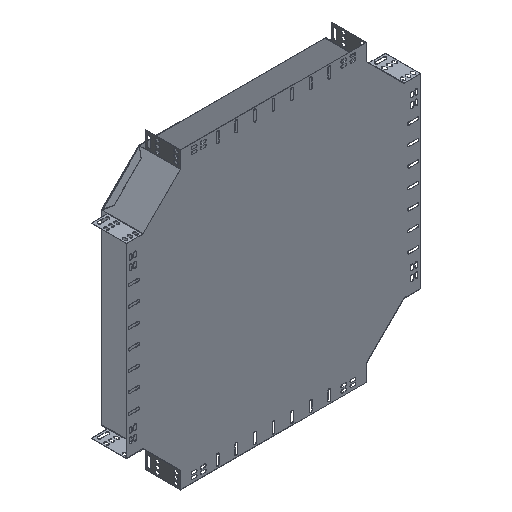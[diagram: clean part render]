
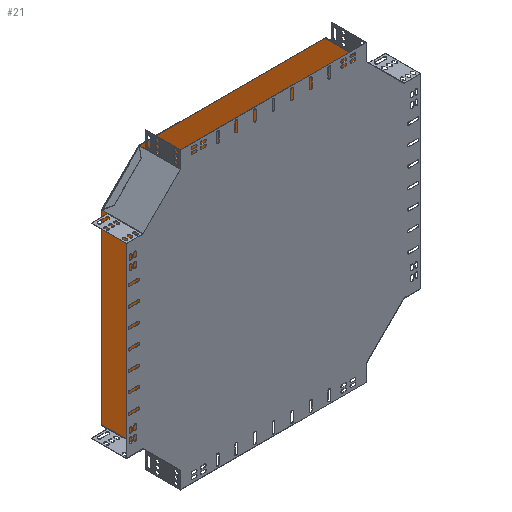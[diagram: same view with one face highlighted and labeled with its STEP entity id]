
A CAD part, isometric view. The second image highlights one B-rep face of the part: STEP entity #21.
In plain terms, the highlighted planar face has unit normal (0, -1, 0).
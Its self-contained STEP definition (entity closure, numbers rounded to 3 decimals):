
#21 = ADVANCED_FACE ( 'NONE', ( #1493 ), #13564, .T. ) ;
#103 = VERTEX_POINT ( 'NONE', #6946 ) ;
#385 = VECTOR ( 'NONE', #18150, 1000. ) ;
#502 = CARTESIAN_POINT ( 'NONE',  ( 359.263, 189.964, 255.051 ) ) ;
#916 = CARTESIAN_POINT ( 'NONE',  ( -342.337, 189.964, -246.549 ) ) ;
#1434 = ORIENTED_EDGE ( 'NONE', *, *, #7005, .F. ) ;
#1493 = FACE_OUTER_BOUND ( 'NONE', #11194, .T. ) ;
#1830 = CARTESIAN_POINT ( 'NONE',  ( -342.337, 189.964, 255.051 ) ) ;
#2255 = DIRECTION ( 'NONE',  ( 0., 0., 1. ) ) ;
#2436 = LINE ( 'NONE', #6758, #13800 ) ;
#2545 = DIRECTION ( 'NONE',  ( 1., 0., 0. ) ) ;
#2652 = CARTESIAN_POINT ( 'NONE',  ( 359.263, 189.964, 255.051 ) ) ;
#3048 = VERTEX_POINT ( 'NONE', #15269 ) ;
#3861 = CARTESIAN_POINT ( 'NONE',  ( -593.137, 189.964, 4.251 ) ) ;
#3946 = LINE ( 'NONE', #7725, #15280 ) ;
#4150 = VECTOR ( 'NONE', #12811, 1000. ) ;
#4191 = VERTEX_POINT ( 'NONE', #2652 ) ;
#4387 = LINE ( 'NONE', #16068, #4854 ) ;
#4809 = LINE ( 'NONE', #9959, #16606 ) ;
#4854 = VECTOR ( 'NONE', #7238, 1000. ) ;
#4967 = EDGE_CURVE ( 'NONE', #5167, #3048, #2436, .T. ) ;
#5167 = VERTEX_POINT ( 'NONE', #11488 ) ;
#5343 = EDGE_CURVE ( 'NONE', #3048, #4191, #11700, .T. ) ;
#5443 = DIRECTION ( 'NONE',  ( 0., 0., -1. ) ) ;
#5557 = ORIENTED_EDGE ( 'NONE', *, *, #13345, .F. ) ;
#6758 = CARTESIAN_POINT ( 'NONE',  ( -242.337, 189.964, 355.051 ) ) ;
#6946 = CARTESIAN_POINT ( 'NONE',  ( -242.337, 189.964, -346.549 ) ) ;
#7005 = EDGE_CURVE ( 'NONE', #4191, #18143, #3946, .T. ) ;
#7034 = ORIENTED_EDGE ( 'NONE', *, *, #17735, .F. ) ;
#7238 = DIRECTION ( 'NONE',  ( 0.707, 0., 0.707 ) ) ;
#7725 = CARTESIAN_POINT ( 'NONE',  ( 359.263, 189.964, 255.051 ) ) ;
#8082 = LINE ( 'NONE', #17154, #4150 ) ;
#8420 = AXIS2_PLACEMENT_3D ( 'NONE', #3861, #15273, #5443 ) ;
#8764 = VERTEX_POINT ( 'NONE', #1830 ) ;
#8778 = VECTOR ( 'NONE', #16962, 1000. ) ;
#9405 = EDGE_CURVE ( 'NONE', #103, #11856, #4809, .T. ) ;
#9619 = CARTESIAN_POINT ( 'NONE',  ( 259.263, 189.964, -346.549 ) ) ;
#9959 = CARTESIAN_POINT ( 'NONE',  ( -342.337, 189.964, -246.549 ) ) ;
#11118 = CARTESIAN_POINT ( 'NONE',  ( -342.337, 189.964, -246.549 ) ) ;
#11194 = EDGE_LOOP ( 'NONE', ( #7034, #15141, #18056, #5557, #15841, #1434, #11360, #17668 ) ) ;
#11360 = ORIENTED_EDGE ( 'NONE', *, *, #5343, .F. ) ;
#11488 = CARTESIAN_POINT ( 'NONE',  ( -242.337, 189.964, 355.051 ) ) ;
#11700 = LINE ( 'NONE', #502, #385 ) ;
#11856 = VERTEX_POINT ( 'NONE', #916 ) ;
#11873 = EDGE_CURVE ( 'NONE', #18143, #17330, #8082, .T. ) ;
#12501 = VECTOR ( 'NONE', #2255, 1000. ) ;
#12771 = EDGE_CURVE ( 'NONE', #11856, #8764, #16860, .T. ) ;
#12811 = DIRECTION ( 'NONE',  ( -0.707, 0., -0.707 ) ) ;
#13345 = EDGE_CURVE ( 'NONE', #17330, #103, #16617, .T. ) ;
#13564 = PLANE ( 'NONE',  #8420 ) ;
#13800 = VECTOR ( 'NONE', #2545, 1000. ) ;
#15141 = ORIENTED_EDGE ( 'NONE', *, *, #12771, .F. ) ;
#15269 = CARTESIAN_POINT ( 'NONE',  ( 259.263, 189.964, 355.051 ) ) ;
#15273 = DIRECTION ( 'NONE',  ( 0., -1., 0. ) ) ;
#15280 = VECTOR ( 'NONE', #17958, 1000. ) ;
#15477 = CARTESIAN_POINT ( 'NONE',  ( 259.263, 189.964, -346.549 ) ) ;
#15533 = CARTESIAN_POINT ( 'NONE',  ( 359.263, 189.964, -246.549 ) ) ;
#15841 = ORIENTED_EDGE ( 'NONE', *, *, #11873, .F. ) ;
#16068 = CARTESIAN_POINT ( 'NONE',  ( -242.337, 189.964, 355.051 ) ) ;
#16606 = VECTOR ( 'NONE', #18760, 1000. ) ;
#16617 = LINE ( 'NONE', #15477, #8778 ) ;
#16860 = LINE ( 'NONE', #11118, #12501 ) ;
#16962 = DIRECTION ( 'NONE',  ( -1., 0., 0. ) ) ;
#17154 = CARTESIAN_POINT ( 'NONE',  ( 259.263, 189.964, -346.549 ) ) ;
#17330 = VERTEX_POINT ( 'NONE', #9619 ) ;
#17668 = ORIENTED_EDGE ( 'NONE', *, *, #4967, .F. ) ;
#17735 = EDGE_CURVE ( 'NONE', #8764, #5167, #4387, .T. ) ;
#17958 = DIRECTION ( 'NONE',  ( 0., 0., -1. ) ) ;
#18056 = ORIENTED_EDGE ( 'NONE', *, *, #9405, .F. ) ;
#18143 = VERTEX_POINT ( 'NONE', #15533 ) ;
#18150 = DIRECTION ( 'NONE',  ( 0.707, 0., -0.707 ) ) ;
#18760 = DIRECTION ( 'NONE',  ( -0.707, 0., 0.707 ) ) ;
